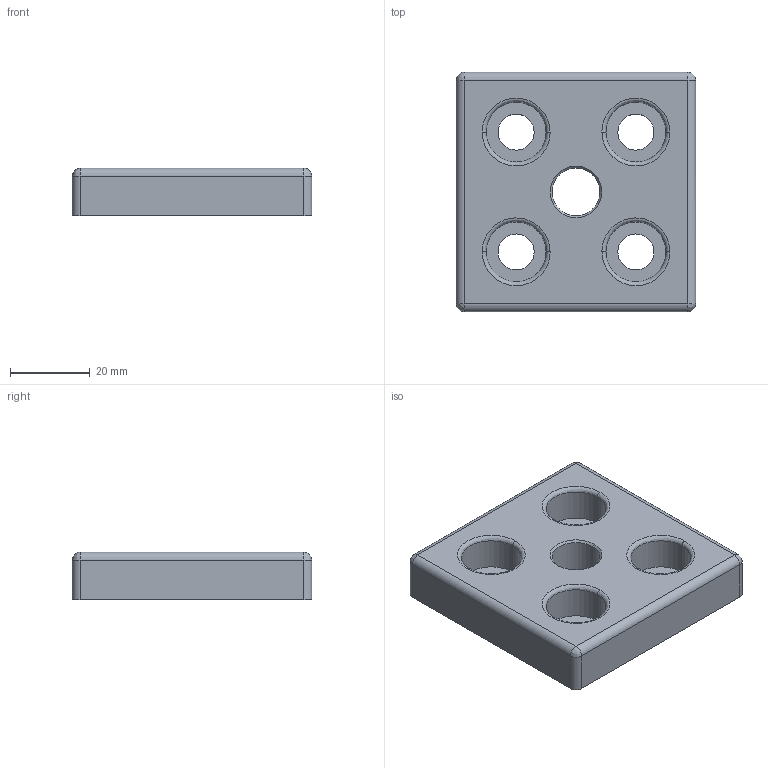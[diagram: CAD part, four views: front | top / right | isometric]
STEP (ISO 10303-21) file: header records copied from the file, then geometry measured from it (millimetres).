
FILE_DESCRIPTION (( 'STEP AP214' ), '1' );
FILE_NAME ('093t60601408r.STEP', '2014-09-05T10:07:10', ( '' ), ( '' ), 'SwSTEP 2.0', 'SolidWorks 2014', '' );
FILE_SCHEMA (( 'AUTOMOTIVE_DESIGN' ));
Length unit declared in the file: millimetre
Products named in the file (1): 093t60601408r
Bounding box: 60 x 60 x 12 mm (x, y, z)
Volume: 24157 mm3; surface area: 15621.9 mm2
Topology: 1 solids, 1 shells, 176 faces, 433 edges, 257 vertices
Faces by surface type: cylinder 87, bspline 61, plane 26, cone 2
Entity records: 8421 total; most frequent: CARTESIAN_POINT 2492, DIRECTION 849, ORIENTED_EDGE 846, EDGE_CURVE 423, AXIS2_PLACEMENT_3D 356, VERTEX_POINT 257, CIRCLE 240, EDGE_LOOP 194
